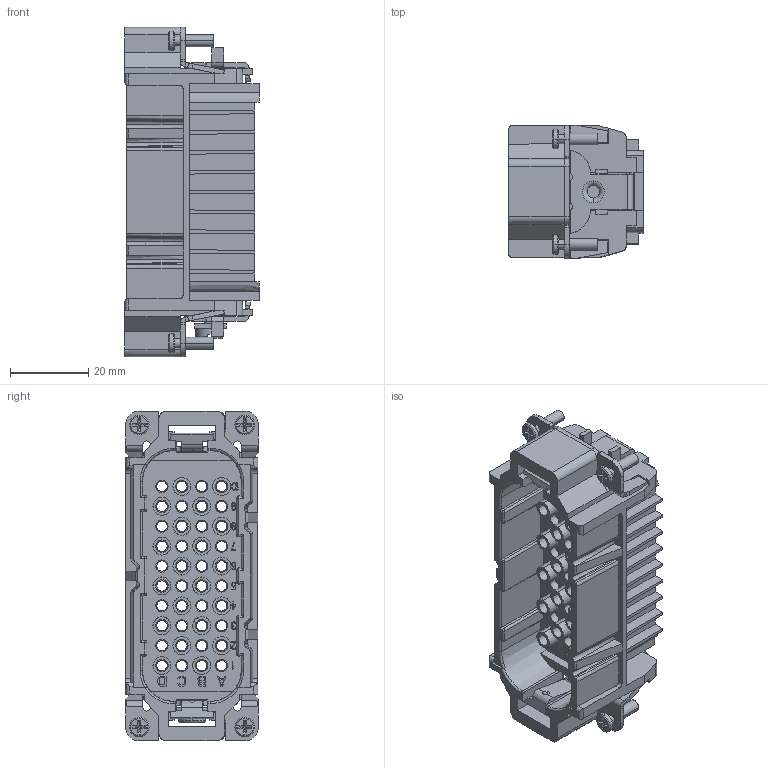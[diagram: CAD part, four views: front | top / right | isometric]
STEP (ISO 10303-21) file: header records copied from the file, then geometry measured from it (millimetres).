
FILE_DESCRIPTION((''),'2;1');
FILE_NAME('HD040M','2017-08-18T',('tl.yang'),(''),'PRO/ENGINEER BY PARAMETRIC TECHNOLOGY CORPORATION, 2011500','PRO/ENGINEER BY PARAMETRIC TECHNOLOGY CORPORATION, 2011500','');
FILE_SCHEMA(('CONFIG_CONTROL_DESIGN'));
Products named in the file (1): HD040M
Bounding box: 34.5 x 34 x 84.5 mm (x, y, z)
Volume: 34997.4 mm3; surface area: 28772 mm2
Topology: 1 solids, 1 shells, 2505 faces, 7117 edges, 4744 vertices
Faces by surface type: plane 1984, cylinder 271, cone 160, bspline 56, sphere 20, torus 14
Entity records: 82646 total; most frequent: CARTESIAN_POINT 16861, ORIENTED_EDGE 14218, DIRECTION 12695, EDGE_CURVE 7109, VECTOR 6009, LINE 6009, VERTEX_POINT 4744, AXIS2_PLACEMENT_3D 3343
